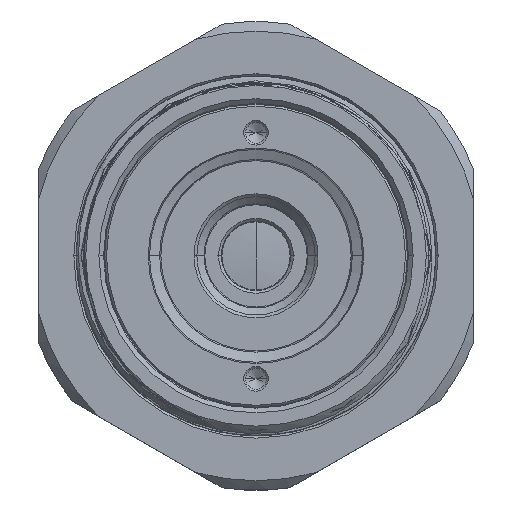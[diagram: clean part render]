
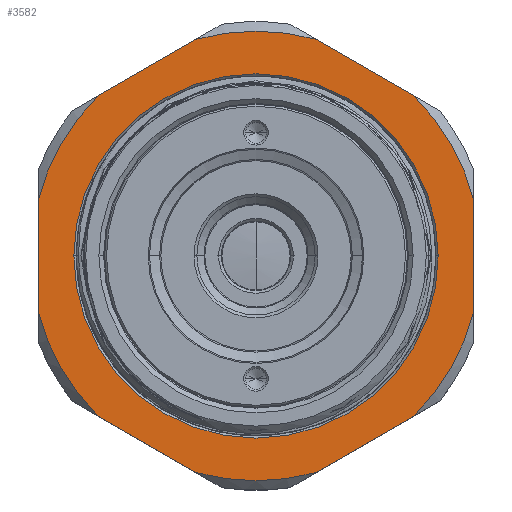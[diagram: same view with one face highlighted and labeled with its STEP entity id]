
A CAD part, top view. The second image highlights one B-rep face of the part: STEP entity #3582.
In plain terms, the highlighted planar face has unit normal (0, 0, 1).
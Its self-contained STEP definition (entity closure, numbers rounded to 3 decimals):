
#902 = VERTEX_POINT ( 'NONE', #2572 ) ;
#904 = EDGE_CURVE ( 'NONE', #902, #1105, #2610, .T. ) ;
#1105 = VERTEX_POINT ( 'NONE', #2962 ) ;
#2570 = DIRECTION ( 'NONE',  ( 1., 0., 0. ) ) ;
#2572 = CARTESIAN_POINT ( 'NONE',  ( -19.25, 0., 0. ) ) ;
#2581 = CARTESIAN_POINT ( 'NONE',  ( 0., 0., 0. ) ) ;
#2582 = AXIS2_PLACEMENT_3D ( 'NONE', #2581, #2600, #2570 ) ;
#2600 = DIRECTION ( 'NONE',  ( 0., 0., 1. ) ) ;
#2610 = CIRCLE ( 'NONE', #2582, 19.25 ) ;
#2962 = CARTESIAN_POINT ( 'NONE',  ( 19.25, 0., 0. ) ) ;
#3303 = VERTEX_POINT ( 'NONE', #22001 ) ;
#3500 = EDGE_CURVE ( 'NONE', #3520, #3521, #4529, .T. ) ;
#3507 = VERTEX_POINT ( 'NONE', #4605 ) ;
#3510 = EDGE_CURVE ( 'NONE', #3507, #3531, #4585, .T. ) ;
#3513 = VERTEX_POINT ( 'NONE', #4580 ) ;
#3514 = EDGE_CURVE ( 'NONE', #3513, #3575, #4615, .T. ) ;
#3520 = VERTEX_POINT ( 'NONE', #4586 ) ;
#3521 = VERTEX_POINT ( 'NONE', #4521 ) ;
#3531 = VERTEX_POINT ( 'NONE', #4665 ) ;
#3532 = VERTEX_POINT ( 'NONE', #4672 ) ;
#3554 = ORIENTED_EDGE ( 'NONE', *, *, #3500, .T. ) ;
#3555 = ORIENTED_EDGE ( 'NONE', *, *, #3556, .T. ) ;
#3556 = EDGE_CURVE ( 'NONE', #3521, #3507, #4849, .T. ) ;
#3557 = ORIENTED_EDGE ( 'NONE', *, *, #3594, .T. ) ;
#3560 = EDGE_CURVE ( 'NONE', #3532, #3561, #4821, .T. ) ;
#3561 = VERTEX_POINT ( 'NONE', #4822 ) ;
#3570 = EDGE_CURVE ( 'NONE', #3571, #3303, #4747, .T. ) ;
#3571 = VERTEX_POINT ( 'NONE', #4748 ) ;
#3575 = VERTEX_POINT ( 'NONE', #4858 ) ;
#3577 = VERTEX_POINT ( 'NONE', #4819 ) ;
#3582 = ADVANCED_FACE ( 'NONE', ( #4793, #4792 ), #4791, .F. ) ;
#3583 = EDGE_CURVE ( 'NONE', #3303, #3577, #4846, .T. ) ;
#3584 = VERTEX_POINT ( 'NONE', #4829 ) ;
#3585 = EDGE_CURVE ( 'NONE', #3584, #3513, #4828, .T. ) ;
#3586 = ORIENTED_EDGE ( 'NONE', *, *, #3514, .T. ) ;
#3587 = ORIENTED_EDGE ( 'NONE', *, *, #3593, .T. ) ;
#3589 = EDGE_LOOP ( 'NONE', ( #3557, #3598, #3599, #3592, #3596, #3586, #3587, #3554, #3555, #3612, #3616, #3607 ) ) ;
#3590 = EDGE_CURVE ( 'NONE', #3577, #3584, #4772, .T. ) ;
#3592 = ORIENTED_EDGE ( 'NONE', *, *, #3590, .T. ) ;
#3593 = EDGE_CURVE ( 'NONE', #3575, #3520, #4900, .T. ) ;
#3594 = EDGE_CURVE ( 'NONE', #3561, #3571, #4883, .T. ) ;
#3596 = ORIENTED_EDGE ( 'NONE', *, *, #3585, .T. ) ;
#3598 = ORIENTED_EDGE ( 'NONE', *, *, #3570, .T. ) ;
#3599 = ORIENTED_EDGE ( 'NONE', *, *, #3583, .T. ) ;
#3603 = ORIENTED_EDGE ( 'NONE', *, *, #3604, .F. ) ;
#3604 = EDGE_CURVE ( 'NONE', #1105, #902, #4901, .T. ) ;
#3605 = ORIENTED_EDGE ( 'NONE', *, *, #904, .F. ) ;
#3607 = ORIENTED_EDGE ( 'NONE', *, *, #3560, .T. ) ;
#3609 = EDGE_CURVE ( 'NONE', #3531, #3532, #5013, .T. ) ;
#3611 = EDGE_LOOP ( 'NONE', ( #3603, #3605 ) ) ;
#3612 = ORIENTED_EDGE ( 'NONE', *, *, #3510, .T. ) ;
#3616 = ORIENTED_EDGE ( 'NONE', *, *, #3609, .T. ) ;
#4521 = CARTESIAN_POINT ( 'NONE',  ( -23., 5.921, 0. ) ) ;
#4529 = CIRCLE ( 'NONE', #4544, 23.75 ) ;
#4541 = DIRECTION ( 'NONE',  ( 1., 0., 0. ) ) ;
#4542 = DIRECTION ( 'NONE',  ( 0., 0., 1. ) ) ;
#4543 = CARTESIAN_POINT ( 'NONE',  ( 0., 0., 0. ) ) ;
#4544 = AXIS2_PLACEMENT_3D ( 'NONE', #4543, #4542, #4541 ) ;
#4579 = CARTESIAN_POINT ( 'NONE',  ( 0., 0., 0. ) ) ;
#4580 = CARTESIAN_POINT ( 'NONE',  ( 6.372, 22.879, 0. ) ) ;
#4581 = DIRECTION ( 'NONE',  ( 1., 0., 0. ) ) ;
#4582 = DIRECTION ( 'NONE',  ( 0., 0., 1. ) ) ;
#4583 = CARTESIAN_POINT ( 'NONE',  ( 0., 0., 0. ) ) ;
#4584 = AXIS2_PLACEMENT_3D ( 'NONE', #4583, #4582, #4581 ) ;
#4585 = CIRCLE ( 'NONE', #4584, 23.75 ) ;
#4586 = CARTESIAN_POINT ( 'NONE',  ( -16.628, 16.958, 0. ) ) ;
#4605 = CARTESIAN_POINT ( 'NONE',  ( -23., -5.921, 0. ) ) ;
#4612 = DIRECTION ( 'NONE',  ( 1., 0., 0. ) ) ;
#4613 = DIRECTION ( 'NONE',  ( 0., 0., 1. ) ) ;
#4614 = AXIS2_PLACEMENT_3D ( 'NONE', #4579, #4613, #4612 ) ;
#4615 = CIRCLE ( 'NONE', #4614, 23.75 ) ;
#4665 = CARTESIAN_POINT ( 'NONE',  ( -16.628, -16.958, 0. ) ) ;
#4672 = CARTESIAN_POINT ( 'NONE',  ( -6.372, -22.879, 0. ) ) ;
#4735 = DIRECTION ( 'NONE',  ( 1., 0., 0. ) ) ;
#4736 = DIRECTION ( 'NONE',  ( 0., 0., 1. ) ) ;
#4737 = CARTESIAN_POINT ( 'NONE',  ( 0., 0., 0. ) ) ;
#4743 = DIRECTION ( 'NONE',  ( 1., 0., 0. ) ) ;
#4744 = DIRECTION ( 'NONE',  ( 0., 0., 1. ) ) ;
#4745 = CARTESIAN_POINT ( 'NONE',  ( 0., 0., 0. ) ) ;
#4746 = AXIS2_PLACEMENT_3D ( 'NONE', #4745, #4744, #4743 ) ;
#4747 = CIRCLE ( 'NONE', #4746, 23.75 ) ;
#4748 = CARTESIAN_POINT ( 'NONE',  ( 16.628, -16.958, 0. ) ) ;
#4767 = DIRECTION ( 'NONE',  ( 1., 0., 0. ) ) ;
#4769 = DIRECTION ( 'NONE',  ( 0., 0., 1. ) ) ;
#4771 = AXIS2_PLACEMENT_3D ( 'NONE', #4838, #4769, #4767 ) ;
#4772 = CIRCLE ( 'NONE', #4771, 23.75 ) ;
#4790 = AXIS2_PLACEMENT_3D ( 'NONE', #4845, #4844, #4843 ) ;
#4791 = PLANE ( 'NONE',  #4790 ) ;
#4792 = FACE_BOUND ( 'NONE', #3611, .T. ) ;
#4793 = FACE_OUTER_BOUND ( 'NONE', #3589, .T. ) ;
#4803 = DIRECTION ( 'NONE',  ( 0., -1., 0. ) ) ;
#4805 = VECTOR ( 'NONE', #4803, 1000. ) ;
#4806 = CARTESIAN_POINT ( 'NONE',  ( -23., 13.279, 0. ) ) ;
#4819 = CARTESIAN_POINT ( 'NONE',  ( 23., 5.921, 0. ) ) ;
#4820 = AXIS2_PLACEMENT_3D ( 'NONE', #4737, #4736, #4735 ) ;
#4821 = CIRCLE ( 'NONE', #4820, 23.75 ) ;
#4822 = CARTESIAN_POINT ( 'NONE',  ( 6.372, -22.879, 0. ) ) ;
#4825 = DIRECTION ( 'NONE',  ( -0.866, 0.5, 0. ) ) ;
#4826 = VECTOR ( 'NONE', #4825, 1000. ) ;
#4827 = CARTESIAN_POINT ( 'NONE',  ( 23., 13.279, 0. ) ) ;
#4828 = LINE ( 'NONE', #4827, #4826 ) ;
#4829 = CARTESIAN_POINT ( 'NONE',  ( 16.628, 16.958, 0. ) ) ;
#4830 = VECTOR ( 'NONE', #4841, 1000. ) ;
#4838 = CARTESIAN_POINT ( 'NONE',  ( 0., 0., 0. ) ) ;
#4841 = DIRECTION ( 'NONE',  ( 0., 1., 0. ) ) ;
#4842 = CARTESIAN_POINT ( 'NONE',  ( 23., -13.279, 0. ) ) ;
#4843 = DIRECTION ( 'NONE',  ( -1., 0., 0. ) ) ;
#4844 = DIRECTION ( 'NONE',  ( 0., 0., -1. ) ) ;
#4845 = CARTESIAN_POINT ( 'NONE',  ( 0., 23.75, 0. ) ) ;
#4846 = LINE ( 'NONE', #4842, #4830 ) ;
#4849 = LINE ( 'NONE', #4806, #4805 ) ;
#4858 = CARTESIAN_POINT ( 'NONE',  ( -6.372, 22.879, 0. ) ) ;
#4879 = DIRECTION ( 'NONE',  ( 0.866, 0.5, 0. ) ) ;
#4880 = VECTOR ( 'NONE', #4879, 1000. ) ;
#4881 = CARTESIAN_POINT ( 'NONE',  ( 0., -26.558, 0. ) ) ;
#4882 = DIRECTION ( 'NONE',  ( -0.866, -0.5, 0. ) ) ;
#4883 = LINE ( 'NONE', #4881, #4880 ) ;
#4885 = VECTOR ( 'NONE', #4882, 1000. ) ;
#4897 = CARTESIAN_POINT ( 'NONE',  ( 0., 26.558, 0. ) ) ;
#4900 = LINE ( 'NONE', #4897, #4885 ) ;
#4901 = CIRCLE ( 'NONE', #4994, 19.25 ) ;
#4938 = DIRECTION ( 'NONE',  ( 0., 0., 1. ) ) ;
#4987 = DIRECTION ( 'NONE',  ( 0.866, -0.5, 0. ) ) ;
#4988 = VECTOR ( 'NONE', #4987, 1000. ) ;
#4989 = CARTESIAN_POINT ( 'NONE',  ( -23., -13.279, 0. ) ) ;
#4994 = AXIS2_PLACEMENT_3D ( 'NONE', #5011, #4938, #5060 ) ;
#5011 = CARTESIAN_POINT ( 'NONE',  ( 0., 0., 0. ) ) ;
#5013 = LINE ( 'NONE', #4989, #4988 ) ;
#5060 = DIRECTION ( 'NONE',  ( 1., 0., 0. ) ) ;
#22001 = CARTESIAN_POINT ( 'NONE',  ( 23., -5.921, 0. ) ) ;
